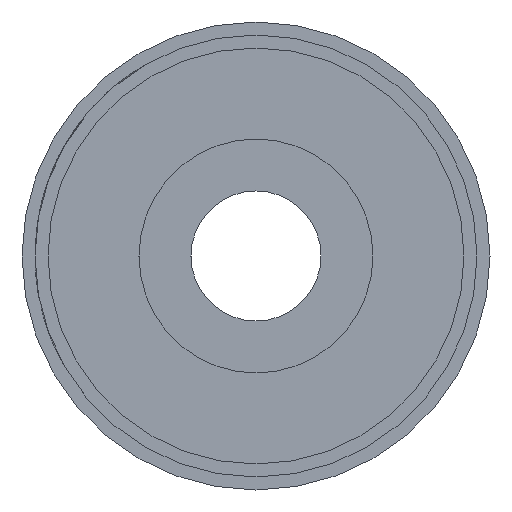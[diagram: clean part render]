
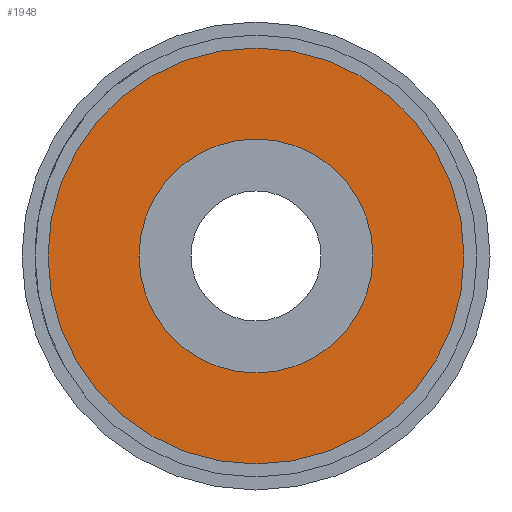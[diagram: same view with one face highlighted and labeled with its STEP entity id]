
A CAD part, left-side view. The second image highlights one B-rep face of the part: STEP entity #1948.
In plain terms, the highlighted planar face has unit normal (-1, 0, 0).
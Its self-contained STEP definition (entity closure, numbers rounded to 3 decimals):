
#137 = CARTESIAN_POINT ( 'NONE',  ( 0., 0., 4.5 ) ) ;
#585 = EDGE_LOOP ( 'NONE', ( #1373, #2427 ) ) ;
#802 = EDGE_CURVE ( 'NONE', #5353, #5552, #6477, .T. ) ;
#850 = EDGE_LOOP ( 'NONE', ( #4495, #1218 ) ) ;
#884 = DIRECTION ( 'NONE',  ( 0., 0., -1. ) ) ;
#1218 = ORIENTED_EDGE ( 'NONE', *, *, #5945, .F. ) ;
#1373 = ORIENTED_EDGE ( 'NONE', *, *, #6125, .T. ) ;
#1383 = DIRECTION ( 'NONE',  ( 0., 0., 1. ) ) ;
#1731 = VERTEX_POINT ( 'NONE', #4974 ) ;
#1751 = CIRCLE ( 'NONE', #4015, 4.5 ) ;
#1754 = CARTESIAN_POINT ( 'NONE',  ( 0., 0., 0. ) ) ;
#1906 = PLANE ( 'NONE',  #4855 ) ;
#1948 = ADVANCED_FACE ( 'NONE', ( #4892, #7279 ), #1906, .F. ) ;
#2303 = DIRECTION ( 'NONE',  ( -1., 0., 0. ) ) ;
#2369 = CIRCLE ( 'NONE', #6883, 8. ) ;
#2397 = DIRECTION ( 'NONE',  ( -1., 0., 0. ) ) ;
#2427 = ORIENTED_EDGE ( 'NONE', *, *, #802, .T. ) ;
#2446 = CARTESIAN_POINT ( 'NONE',  ( 0., 0., 0. ) ) ;
#2970 = AXIS2_PLACEMENT_3D ( 'NONE', #2446, #4848, #7235 ) ;
#3117 = CARTESIAN_POINT ( 'NONE',  ( 0., 0., 0. ) ) ;
#3273 = CARTESIAN_POINT ( 'NONE',  ( 0., 0., 0. ) ) ;
#3693 = CARTESIAN_POINT ( 'NONE',  ( 0., 0., 0. ) ) ;
#4015 = AXIS2_PLACEMENT_3D ( 'NONE', #3273, #4489, #1383 ) ;
#4395 = CARTESIAN_POINT ( 'NONE',  ( 0., 0., -8. ) ) ;
#4489 = DIRECTION ( 'NONE',  ( -1., 0., 0. ) ) ;
#4495 = ORIENTED_EDGE ( 'NONE', *, *, #6757, .F. ) ;
#4506 = CIRCLE ( 'NONE', #5385, 4.5 ) ;
#4848 = DIRECTION ( 'NONE',  ( -1., 0., 0. ) ) ;
#4855 = AXIS2_PLACEMENT_3D ( 'NONE', #3117, #5127, #884 ) ;
#4892 = FACE_BOUND ( 'NONE', #850, .T. ) ;
#4974 = CARTESIAN_POINT ( 'NONE',  ( 0., 0., -4.5 ) ) ;
#5127 = DIRECTION ( 'NONE',  ( 1., 0., 0. ) ) ;
#5149 = CARTESIAN_POINT ( 'NONE',  ( 0., 0., 8. ) ) ;
#5353 = VERTEX_POINT ( 'NONE', #4395 ) ;
#5385 = AXIS2_PLACEMENT_3D ( 'NONE', #1754, #2303, #7722 ) ;
#5552 = VERTEX_POINT ( 'NONE', #5149 ) ;
#5945 = EDGE_CURVE ( 'NONE', #1731, #6932, #4506, .T. ) ;
#6086 = DIRECTION ( 'NONE',  ( 0., 0., 1. ) ) ;
#6125 = EDGE_CURVE ( 'NONE', #5552, #5353, #2369, .T. ) ;
#6477 = CIRCLE ( 'NONE', #2970, 8. ) ;
#6757 = EDGE_CURVE ( 'NONE', #6932, #1731, #1751, .T. ) ;
#6883 = AXIS2_PLACEMENT_3D ( 'NONE', #3693, #2397, #6086 ) ;
#6932 = VERTEX_POINT ( 'NONE', #137 ) ;
#7235 = DIRECTION ( 'NONE',  ( 0., 0., 1. ) ) ;
#7279 = FACE_OUTER_BOUND ( 'NONE', #585, .T. ) ;
#7722 = DIRECTION ( 'NONE',  ( 0., 0., 1. ) ) ;
